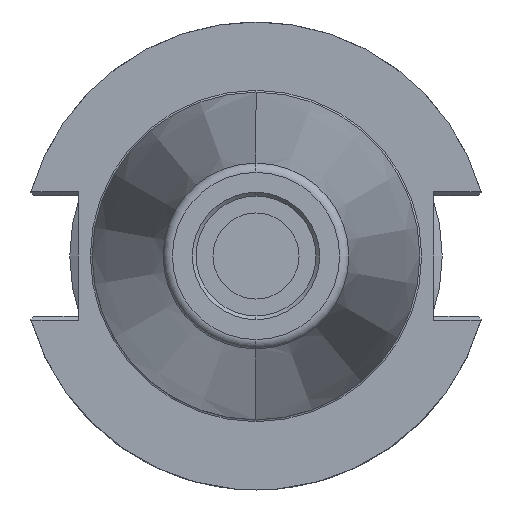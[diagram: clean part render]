
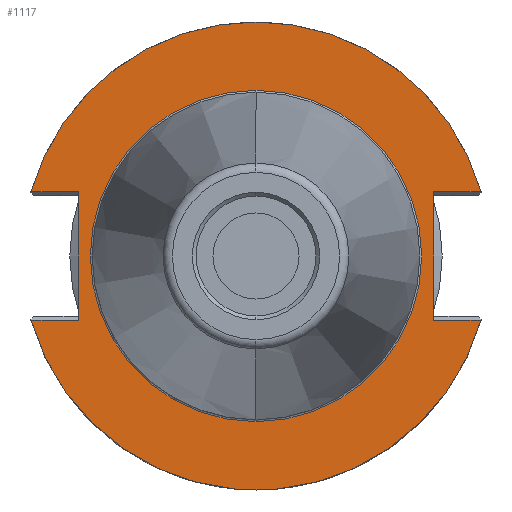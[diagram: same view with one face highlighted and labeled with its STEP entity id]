
A CAD part, left-side view. The second image highlights one B-rep face of the part: STEP entity #1117.
In plain terms, the highlighted planar face has unit normal (-1, 0, 0).
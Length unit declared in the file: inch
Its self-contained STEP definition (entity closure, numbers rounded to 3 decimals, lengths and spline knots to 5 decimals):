
#38 = LINE ( 'NONE', #151, #2652 ) ;
#101 = DIRECTION ( 'NONE',  ( -1., 0., 0. ) ) ;
#102 = EDGE_CURVE ( 'NONE', #1816, #1646, #1726, .T. ) ;
#151 = CARTESIAN_POINT ( 'NONE',  ( 0.04, -0.95, 0. ) ) ;
#287 = LINE ( 'NONE', #1363, #1225 ) ;
#301 = EDGE_CURVE ( 'NONE', #3027, #1816, #3150, .T. ) ;
#346 = EDGE_CURVE ( 'NONE', #3027, #1882, #38, .T. ) ;
#366 = ORIENTED_EDGE ( 'NONE', *, *, #3386, .T. ) ;
#380 = AXIS2_PLACEMENT_3D ( 'NONE', #1382, #1951, #637 ) ;
#406 = DIRECTION ( 'NONE',  ( 0., 0., -1. ) ) ;
#424 = DIRECTION ( 'NONE',  ( 0., 0., -1. ) ) ;
#493 = ORIENTED_EDGE ( 'NONE', *, *, #301, .T. ) ;
#541 = CARTESIAN_POINT ( 'NONE',  ( 0.04, 0.875, -0.3425 ) ) ;
#547 = VECTOR ( 'NONE', #3315, 39.37008 ) ;
#550 = AXIS2_PLACEMENT_3D ( 'NONE', #1373, #101, #2461 ) ;
#590 = FACE_OUTER_BOUND ( 'NONE', #1037, .T. ) ;
#637 = DIRECTION ( 'NONE',  ( 0., 0., 1. ) ) ;
#654 = DIRECTION ( 'NONE',  ( 0., 1., 0. ) ) ;
#780 = EDGE_CURVE ( 'NONE', #819, #2433, #2885, .T. ) ;
#800 = DIRECTION ( 'NONE',  ( 0., 1., 0. ) ) ;
#819 = VERTEX_POINT ( 'NONE', #3329 ) ;
#869 = DIRECTION ( 'NONE',  ( 0., 0., 1. ) ) ;
#889 = CARTESIAN_POINT ( 'NONE',  ( 0.04, 0.875, 0.3425 ) ) ;
#893 = DIRECTION ( 'NONE',  ( -1., 0., 0. ) ) ;
#945 = ORIENTED_EDGE ( 'NONE', *, *, #102, .T. ) ;
#973 = ORIENTED_EDGE ( 'NONE', *, *, #2033, .T. ) ;
#983 = EDGE_CURVE ( 'NONE', #2283, #1856, #3119, .T. ) ;
#993 = AXIS2_PLACEMENT_3D ( 'NONE', #2240, #1461, #406 ) ;
#999 = EDGE_CURVE ( 'NONE', #2821, #1856, #287, .T. ) ;
#1006 = CARTESIAN_POINT ( 'NONE',  ( 0.04, -0.95, -0.3425 ) ) ;
#1037 = EDGE_LOOP ( 'NONE', ( #2774, #973, #1083, #493, #945, #2375, #3320, #2182, #366 ) ) ;
#1083 = ORIENTED_EDGE ( 'NONE', *, *, #346, .F. ) ;
#1117 = ADVANCED_FACE ( 'NONE', ( #2960, #590 ), #2540, .F. ) ;
#1136 = CARTESIAN_POINT ( 'NONE',  ( 0.04, 0.875, -0.3425 ) ) ;
#1225 = VECTOR ( 'NONE', #3251, 39.37008 ) ;
#1232 = LINE ( 'NONE', #1136, #2077 ) ;
#1363 = CARTESIAN_POINT ( 'NONE',  ( 0.04, 0.95, 0. ) ) ;
#1373 = CARTESIAN_POINT ( 'NONE',  ( 0.04, 0., 0. ) ) ;
#1382 = CARTESIAN_POINT ( 'NONE',  ( 0.04, 0., 0. ) ) ;
#1424 = CARTESIAN_POINT ( 'NONE',  ( 0.04, 0., 0.885 ) ) ;
#1457 = CARTESIAN_POINT ( 'NONE',  ( 0.04, 0., -0.885 ) ) ;
#1461 = DIRECTION ( 'NONE',  ( 1., 0., 0. ) ) ;
#1491 = ORIENTED_EDGE ( 'NONE', *, *, #2299, .T. ) ;
#1509 = CARTESIAN_POINT ( 'NONE',  ( 0.04, 0.875, 0.3425 ) ) ;
#1556 = EDGE_CURVE ( 'NONE', #2107, #2063, #2873, .T. ) ;
#1595 = CARTESIAN_POINT ( 'NONE',  ( 0.04, -1.20216, 0.3425 ) ) ;
#1641 = CARTESIAN_POINT ( 'NONE',  ( 0.04, 0., 1.25 ) ) ;
#1646 = VERTEX_POINT ( 'NONE', #1641 ) ;
#1690 = VECTOR ( 'NONE', #1895, 39.37008 ) ;
#1726 = CIRCLE ( 'NONE', #380, 1.25 ) ;
#1816 = VERTEX_POINT ( 'NONE', #1595 ) ;
#1856 = VERTEX_POINT ( 'NONE', #3242 ) ;
#1882 = VERTEX_POINT ( 'NONE', #1006 ) ;
#1895 = DIRECTION ( 'NONE',  ( 0., -1., 0. ) ) ;
#1951 = DIRECTION ( 'NONE',  ( -1., 0., 0. ) ) ;
#1968 = DIRECTION ( 'NONE',  ( 0., 0., -1. ) ) ;
#1990 = LINE ( 'NONE', #541, #3003 ) ;
#2033 = EDGE_CURVE ( 'NONE', #2433, #1882, #1990, .T. ) ;
#2049 = CARTESIAN_POINT ( 'NONE',  ( 0.04, 0.875, 0. ) ) ;
#2063 = VERTEX_POINT ( 'NONE', #1424 ) ;
#2077 = VECTOR ( 'NONE', #654, 39.37008 ) ;
#2107 = VERTEX_POINT ( 'NONE', #1457 ) ;
#2145 = ORIENTED_EDGE ( 'NONE', *, *, #1556, .T. ) ;
#2182 = ORIENTED_EDGE ( 'NONE', *, *, #999, .F. ) ;
#2211 = CARTESIAN_POINT ( 'NONE',  ( 0.04, 0., 0. ) ) ;
#2240 = CARTESIAN_POINT ( 'NONE',  ( 0.04, 0., 0. ) ) ;
#2248 = CARTESIAN_POINT ( 'NONE',  ( 0.04, -0.95, 0.3425 ) ) ;
#2283 = VERTEX_POINT ( 'NONE', #3031 ) ;
#2289 = AXIS2_PLACEMENT_3D ( 'NONE', #2739, #893, #869 ) ;
#2299 = EDGE_CURVE ( 'NONE', #2063, #2107, #2567, .T. ) ;
#2375 = ORIENTED_EDGE ( 'NONE', *, *, #2709, .T. ) ;
#2376 = CARTESIAN_POINT ( 'NONE',  ( 0.04, -1.20216, -0.3425 ) ) ;
#2382 = AXIS2_PLACEMENT_3D ( 'NONE', #2211, #3323, #424 ) ;
#2405 = EDGE_LOOP ( 'NONE', ( #2145, #1491 ) ) ;
#2433 = VERTEX_POINT ( 'NONE', #2376 ) ;
#2461 = DIRECTION ( 'NONE',  ( 0., 0., 1. ) ) ;
#2540 = PLANE ( 'NONE',  #3276 ) ;
#2567 = CIRCLE ( 'NONE', #993, 0.885 ) ;
#2652 = VECTOR ( 'NONE', #1968, 39.37008 ) ;
#2707 = CIRCLE ( 'NONE', #2289, 1.25 ) ;
#2709 = EDGE_CURVE ( 'NONE', #1646, #2283, #2707, .T. ) ;
#2739 = CARTESIAN_POINT ( 'NONE',  ( 0.04, 0., 0. ) ) ;
#2774 = ORIENTED_EDGE ( 'NONE', *, *, #780, .T. ) ;
#2821 = VERTEX_POINT ( 'NONE', #3268 ) ;
#2825 = DIRECTION ( 'NONE',  ( 1., 0., 0. ) ) ;
#2873 = CIRCLE ( 'NONE', #2382, 0.885 ) ;
#2885 = CIRCLE ( 'NONE', #550, 1.25 ) ;
#2960 = FACE_BOUND ( 'NONE', #2405, .T. ) ;
#3003 = VECTOR ( 'NONE', #800, 39.37008 ) ;
#3027 = VERTEX_POINT ( 'NONE', #2248 ) ;
#3031 = CARTESIAN_POINT ( 'NONE',  ( 0.04, 1.20216, 0.3425 ) ) ;
#3119 = LINE ( 'NONE', #889, #1690 ) ;
#3150 = LINE ( 'NONE', #1509, #547 ) ;
#3242 = CARTESIAN_POINT ( 'NONE',  ( 0.04, 0.95, 0.3425 ) ) ;
#3251 = DIRECTION ( 'NONE',  ( 0., 0., 1. ) ) ;
#3268 = CARTESIAN_POINT ( 'NONE',  ( 0.04, 0.95, -0.3425 ) ) ;
#3276 = AXIS2_PLACEMENT_3D ( 'NONE', #2049, #2825, #3355 ) ;
#3315 = DIRECTION ( 'NONE',  ( 0., -1., 0. ) ) ;
#3320 = ORIENTED_EDGE ( 'NONE', *, *, #983, .T. ) ;
#3323 = DIRECTION ( 'NONE',  ( 1., 0., 0. ) ) ;
#3329 = CARTESIAN_POINT ( 'NONE',  ( 0.04, 1.20216, -0.3425 ) ) ;
#3355 = DIRECTION ( 'NONE',  ( 0., 0., -1. ) ) ;
#3386 = EDGE_CURVE ( 'NONE', #2821, #819, #1232, .T. ) ;
